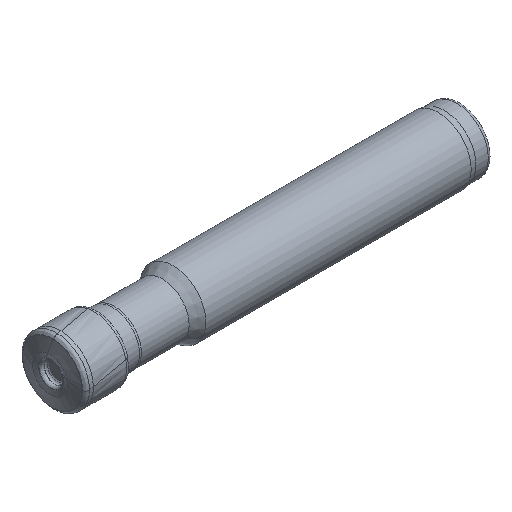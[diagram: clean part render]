
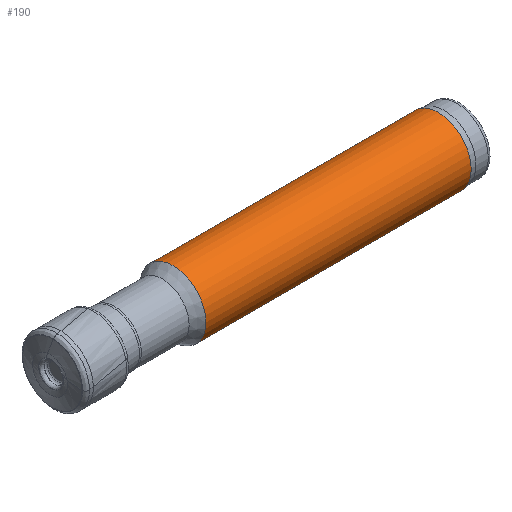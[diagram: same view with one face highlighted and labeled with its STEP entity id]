
A CAD part, isometric view. The second image highlights one B-rep face of the part: STEP entity #190.
In plain terms, the highlighted cylindrical face has radius 8 mm (diameter 16 mm), a full revolution.
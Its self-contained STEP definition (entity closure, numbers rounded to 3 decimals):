
#185=CYLINDRICAL_SURFACE('',#725,8.);
#190=ADVANCED_FACE('',(#252,#253),#185,.T.);
#252=FACE_BOUND('',#282,.T.);
#253=FACE_BOUND('',#283,.T.);
#282=EDGE_LOOP('',(#350));
#283=EDGE_LOOP('',(#351));
#350=ORIENTED_EDGE('',*,*,#576,.F.);
#351=ORIENTED_EDGE('',*,*,#575,.T.);
#523=VERTEX_POINT('',#954);
#524=VERTEX_POINT('',#957);
#575=EDGE_CURVE('',#523,#523,#663,.T.);
#576=EDGE_CURVE('',#524,#524,#664,.T.);
#663=CIRCLE('',#722,8.);
#664=CIRCLE('',#724,8.);
#722=AXIS2_PLACEMENT_3D('',#953,#799,#800);
#724=AXIS2_PLACEMENT_3D('',#956,#803,#804);
#725=AXIS2_PLACEMENT_3D('',#958,#805,#806);
#799=DIRECTION('',(-1.,0.,0.));
#800=DIRECTION('',(0.,0.,1.));
#803=DIRECTION('',(-1.,0.,0.));
#804=DIRECTION('',(0.,0.,1.));
#805=DIRECTION('',(-1.,0.,0.));
#806=DIRECTION('',(0.,0.,1.));
#953=CARTESIAN_POINT('',(94.582,0.,0.));
#954=CARTESIAN_POINT('',(94.582,0.,8.));
#956=CARTESIAN_POINT('',(30.,0.,0.));
#957=CARTESIAN_POINT('',(30.,0.,8.));
#958=CARTESIAN_POINT('',(2.,0.,0.));
